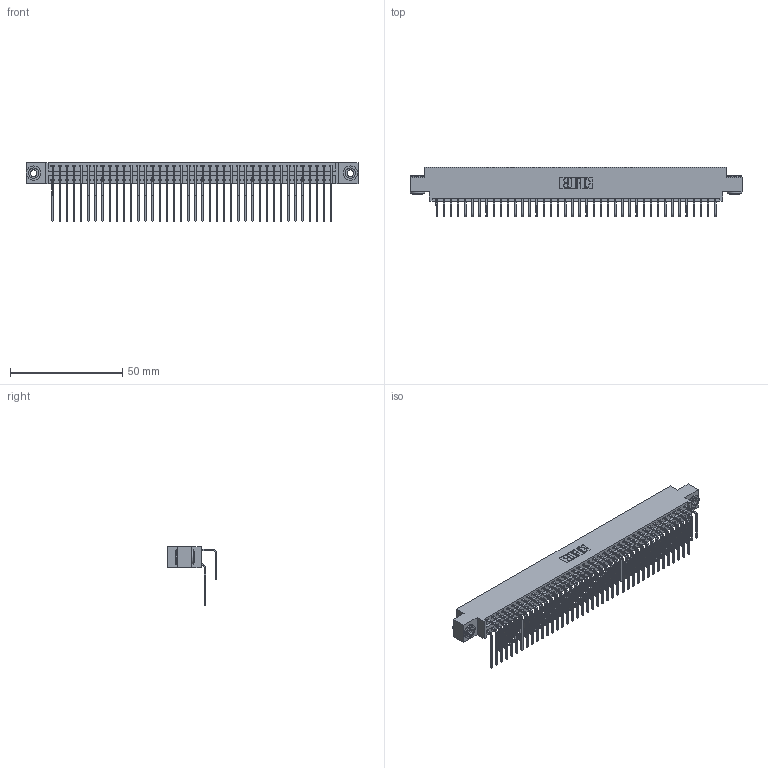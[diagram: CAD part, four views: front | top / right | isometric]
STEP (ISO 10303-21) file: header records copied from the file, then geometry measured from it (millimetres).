
FILE_DESCRIPTION (( 'STEP AP203' ), '1' );
FILE_NAME ('346-080-558-803.STEP', '2018-08-29T08:16:44', ( '' ), ( '' ), 'SwSTEP 2.0', 'SolidWorks 2016', '' );
FILE_SCHEMA (( 'CONFIG_CONTROL_DESIGN' ));
Length unit declared in the file: inch
Products named in the file (5): 346-080-558-803; 346 Part_0.170 Offset - 0.156 Dia-TH; 345-292-001_558 559 Tail - 1; 345-292-001_558 Tail - 2; 345-250-002_345-250-002-102
Assembly tree (83 placements, depth 2):
  346-080-558-803
    346 Part_0.170 Offset - 0.156 Dia-TH
    345-292-001_558 559 Tail - 1  x40
    345-292-001_558 Tail - 2  x40
    345-250-002_345-250-002-102  x2
Bounding box: 147.57 x 22.16 x 26.16 mm (x, y, z)
Volume: 14701 mm3; surface area: 22783.9 mm2
Topology: 83 solids, 83 shells, 4484 faces, 13297 edges, 8754 vertices
Faces by surface type: plane 3050, cylinder 1426, cone 8
Entity records: 28940 total; most frequent: CARTESIAN_POINT 4802, ORIENTED_EDGE 4678, DIRECTION 4285, EDGE_CURVE 2339, LINE 1983, VECTOR 1983, VERTEX_POINT 1554, AXIS2_PLACEMENT_3D 1151
